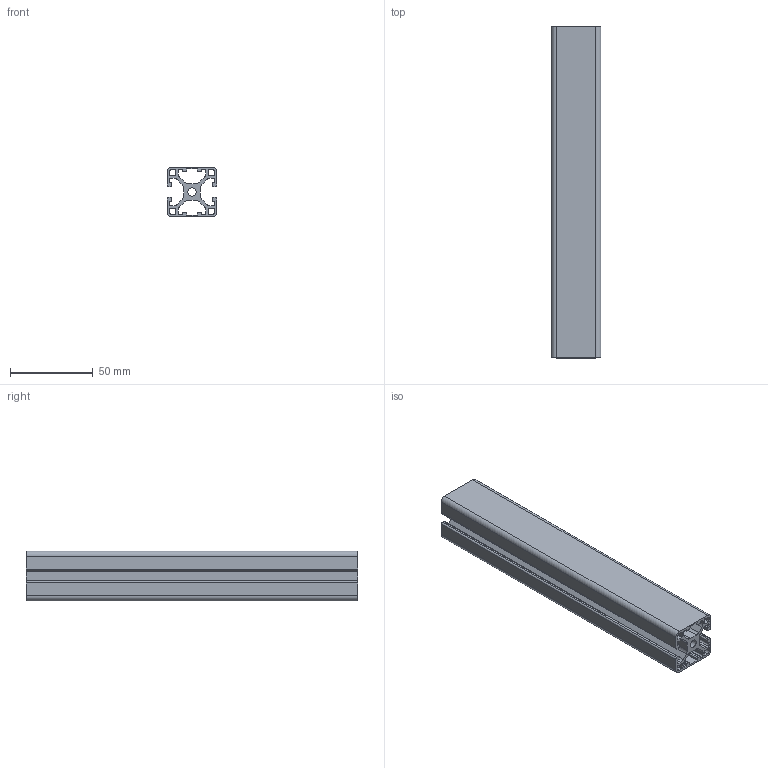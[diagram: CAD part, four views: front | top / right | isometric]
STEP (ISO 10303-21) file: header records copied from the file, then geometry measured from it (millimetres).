
FILE_DESCRIPTION(/* description */ ('Aluminiumprofil 30x30L 2N180'),/* implementation_level */ '2;1');
FILE_NAME(/* name */ 'Syskomp 261303931 Aluminiumprofil 30x30L 2N180.stp',/* time_stamp */ '2017-04-19T16:05:11+02:00',/* author */ ('wheldmann'),/* organization */ (''),/* preprocessor_version */ 'ST-DEVELOPER v16.1',/* originating_system */ 'Autodesk Inventor 2016',/* authorisation */ ' ');
FILE_SCHEMA (('AUTOMOTIVE_DESIGN { 1 0 10303 214 3 1 1 }'));
Length unit declared in the file: millimetre
Products named in the file (1): 261303931 Aluminiumprofil 30x30L 2N180 - 200
Bounding box: 30 x 200 x 30 mm (x, y, z)
Volume: 69593.4 mm3; surface area: 72474.7 mm2
Topology: 1 solids, 1 shells, 151 faces, 447 edges, 298 vertices
Faces by surface type: plane 78, cylinder 73
Full cylindrical faces by diameter (mm): 5 x1
Entity records: 5134 total; most frequent: DIRECTION 896, CARTESIAN_POINT 896, ORIENTED_EDGE 892, EDGE_CURVE 446, LINE 300, VECTOR 300, VERTEX_POINT 298, AXIS2_PLACEMENT_3D 298
